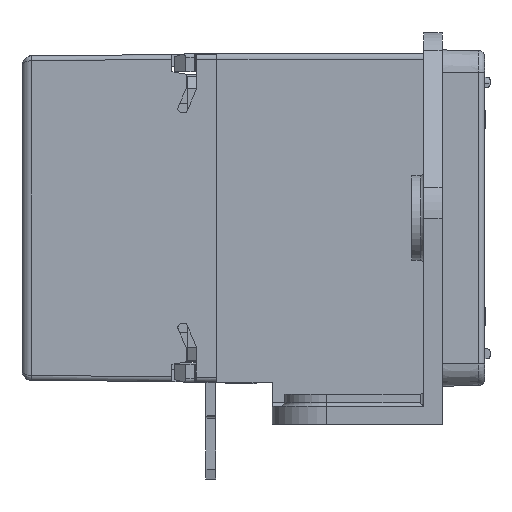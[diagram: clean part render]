
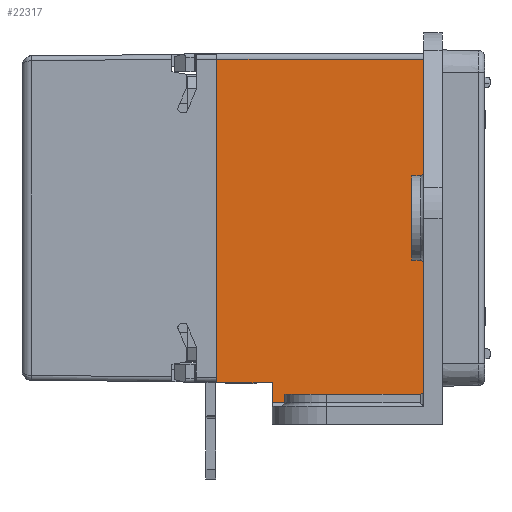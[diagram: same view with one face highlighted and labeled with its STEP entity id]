
A CAD part, left-side view. The second image highlights one B-rep face of the part: STEP entity #22317.
In plain terms, the highlighted planar face has unit normal (-1, 0, 0).
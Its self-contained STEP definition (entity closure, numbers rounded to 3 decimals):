
#14895 = VERTEX_POINT('',#14896);
#14896 = CARTESIAN_POINT('',(-23.3,18.55,3.45));
#14902 = EDGE_CURVE('',#14895,#14903,#14905,.T.);
#14903 = VERTEX_POINT('',#14904);
#14904 = CARTESIAN_POINT('',(-23.3,18.55,30.1));
#14905 = LINE('',#14906,#14907);
#14906 = CARTESIAN_POINT('',(-23.3,18.55,30.1));
#14907 = VECTOR('',#14908,1.);
#14908 = DIRECTION('',(0.,0.,1.));
#19014 = VERTEX_POINT('',#19015);
#19015 = CARTESIAN_POINT('',(-23.3,1.5,30.1));
#19022 = EDGE_CURVE('',#19023,#19014,#19025,.T.);
#19023 = VERTEX_POINT('',#19024);
#19024 = CARTESIAN_POINT('',(-23.3,1.5,1.8));
#19025 = LINE('',#19026,#19027);
#19026 = CARTESIAN_POINT('',(-23.3,1.5,30.1));
#19027 = VECTOR('',#19028,1.);
#19028 = DIRECTION('',(0.,0.,1.));
#19220 = VERTEX_POINT('',#19221);
#19221 = CARTESIAN_POINT('',(-23.3,14.,1.8));
#19228 = EDGE_CURVE('',#19229,#19220,#19231,.T.);
#19229 = VERTEX_POINT('',#19230);
#19230 = CARTESIAN_POINT('',(-23.3,14.,3.45));
#19231 = LINE('',#19232,#19233);
#19232 = CARTESIAN_POINT('',(-23.3,14.,3.45));
#19233 = VECTOR('',#19234,1.);
#19234 = DIRECTION('',(0.,0.,-1.));
#19967 = EDGE_CURVE('',#14895,#19229,#19968,.T.);
#19968 = LINE('',#19969,#19970);
#19969 = CARTESIAN_POINT('',(-23.3,18.55,3.45));
#19970 = VECTOR('',#19971,1.);
#19971 = DIRECTION('',(0.,-1.,0.));
#22317 = ADVANCED_FACE('',(#22318),#22336,.F.);
#22318 = FACE_BOUND('',#22319,.T.);
#22319 = EDGE_LOOP('',(#22320,#22321,#22327,#22328,#22329,#22330));
#22320 = ORIENTED_EDGE('',*,*,#19022,.T.);
#22321 = ORIENTED_EDGE('',*,*,#22322,.F.);
#22322 = EDGE_CURVE('',#14903,#19014,#22323,.T.);
#22323 = LINE('',#22324,#22325);
#22324 = CARTESIAN_POINT('',(-23.3,18.55,30.1));
#22325 = VECTOR('',#22326,1.);
#22326 = DIRECTION('',(0.,-1.,0.));
#22327 = ORIENTED_EDGE('',*,*,#14902,.F.);
#22328 = ORIENTED_EDGE('',*,*,#19967,.T.);
#22329 = ORIENTED_EDGE('',*,*,#19228,.T.);
#22330 = ORIENTED_EDGE('',*,*,#22331,.F.);
#22331 = EDGE_CURVE('',#19023,#19220,#22332,.T.);
#22332 = LINE('',#22333,#22334);
#22333 = CARTESIAN_POINT('',(-23.3,-12.792,1.8));
#22334 = VECTOR('',#22335,1.);
#22335 = DIRECTION('',(0.,1.,0.));
#22336 = PLANE('',#22337);
#22337 = AXIS2_PLACEMENT_3D('',#22338,#22339,#22340);
#22338 = CARTESIAN_POINT('',(-23.3,18.55,30.1));
#22339 = DIRECTION('',(1.,0.,0.));
#22340 = DIRECTION('',(0.,1.,0.));
